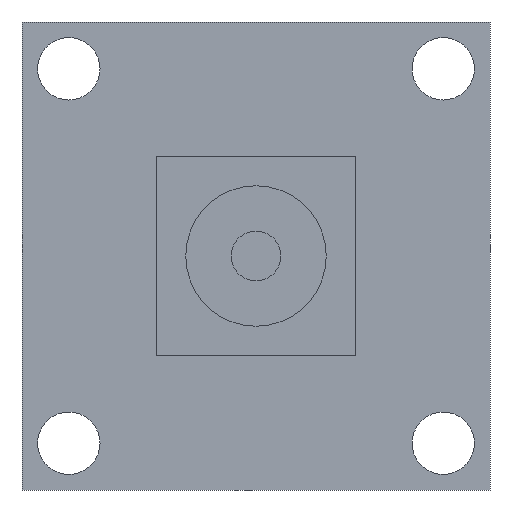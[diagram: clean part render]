
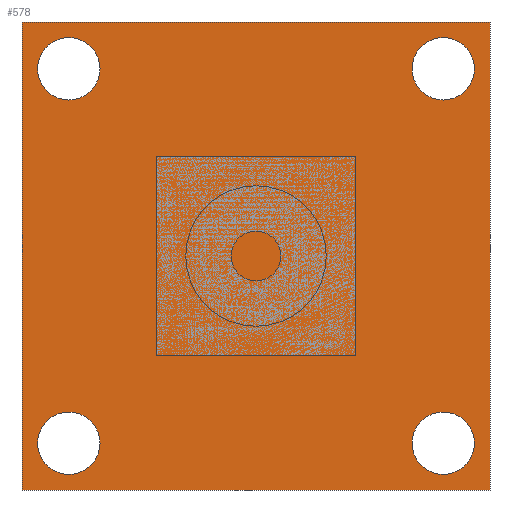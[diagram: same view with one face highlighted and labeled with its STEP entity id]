
A CAD part, front view. The second image highlights one B-rep face of the part: STEP entity #578.
In plain terms, the highlighted planar face has unit normal (0, -1, 0).
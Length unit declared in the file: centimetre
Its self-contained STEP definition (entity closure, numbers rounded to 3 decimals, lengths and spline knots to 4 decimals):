
#62=LINE('',#937,#102);
#65=LINE('',#942,#105);
#67=LINE('',#946,#107);
#68=LINE('',#948,#108);
#102=VECTOR('',#766,1.);
#105=VECTOR('',#771,1.);
#107=VECTOR('',#775,1.);
#108=VECTOR('',#778,1.);
#134=PLANE('',#641);
#151=FACE_BOUND('',#233,.T.);
#152=FACE_BOUND('',#234,.T.);
#153=FACE_BOUND('',#235,.T.);
#154=FACE_BOUND('',#236,.T.);
#185=FACE_OUTER_BOUND('',#232,.T.);
#232=EDGE_LOOP('',(#487,#488,#489,#490));
#233=EDGE_LOOP('',(#491));
#234=EDGE_LOOP('',(#492));
#235=EDGE_LOOP('',(#493));
#236=EDGE_LOOP('',(#494));
#269=CIRCLE('',#610,0.2);
#272=CIRCLE('',#616,0.2);
#275=CIRCLE('',#622,0.2);
#278=CIRCLE('',#628,0.2);
#297=VERTEX_POINT('',#882);
#300=VERTEX_POINT('',#893);
#303=VERTEX_POINT('',#904);
#306=VERTEX_POINT('',#915);
#311=VERTEX_POINT('',#934);
#312=VERTEX_POINT('',#936);
#313=VERTEX_POINT('',#940);
#314=VERTEX_POINT('',#944);
#347=EDGE_CURVE('',#297,#297,#269,.T.);
#352=EDGE_CURVE('',#300,#300,#272,.T.);
#357=EDGE_CURVE('',#303,#303,#275,.T.);
#362=EDGE_CURVE('',#306,#306,#278,.T.);
#372=EDGE_CURVE('',#311,#312,#62,.T.);
#375=EDGE_CURVE('',#313,#311,#65,.T.);
#377=EDGE_CURVE('',#314,#313,#67,.T.);
#378=EDGE_CURVE('',#312,#314,#68,.T.);
#487=ORIENTED_EDGE('',*,*,#372,.F.);
#488=ORIENTED_EDGE('',*,*,#375,.F.);
#489=ORIENTED_EDGE('',*,*,#377,.F.);
#490=ORIENTED_EDGE('',*,*,#378,.F.);
#491=ORIENTED_EDGE('',*,*,#352,.F.);
#492=ORIENTED_EDGE('',*,*,#347,.F.);
#493=ORIENTED_EDGE('',*,*,#357,.F.);
#494=ORIENTED_EDGE('',*,*,#362,.F.);
#578=ADVANCED_FACE('',(#185,#151,#152,#153,#154),#134,.F.);
#610=AXIS2_PLACEMENT_3D('',#883,#699,#700);
#616=AXIS2_PLACEMENT_3D('',#894,#713,#714);
#622=AXIS2_PLACEMENT_3D('',#905,#727,#728);
#628=AXIS2_PLACEMENT_3D('',#916,#741,#742);
#641=AXIS2_PLACEMENT_3D('',#949,#779,#780);
#699=DIRECTION('center_axis',(0.,-1.,0.));
#700=DIRECTION('ref_axis',(1.,0.,0.));
#713=DIRECTION('center_axis',(0.,-1.,0.));
#714=DIRECTION('ref_axis',(1.,0.,0.));
#727=DIRECTION('center_axis',(0.,-1.,0.));
#728=DIRECTION('ref_axis',(1.,0.,0.));
#741=DIRECTION('center_axis',(0.,-1.,0.));
#742=DIRECTION('ref_axis',(1.,0.,0.));
#766=DIRECTION('',(0.,0.,1.));
#771=DIRECTION('',(-1.,0.,0.));
#775=DIRECTION('',(0.,0.,-1.));
#778=DIRECTION('',(1.,0.,0.));
#779=DIRECTION('center_axis',(0.,1.,0.));
#780=DIRECTION('ref_axis',(1.,0.,0.));
#882=CARTESIAN_POINT('',(0.1,0.,-0.3));
#883=CARTESIAN_POINT('Origin',(0.3,0.,-0.3));
#893=CARTESIAN_POINT('',(2.5,0.,-0.3));
#894=CARTESIAN_POINT('Origin',(2.7,0.,-0.3));
#904=CARTESIAN_POINT('',(2.5,0.,-2.7));
#905=CARTESIAN_POINT('Origin',(2.7,0.,-2.7));
#915=CARTESIAN_POINT('',(0.1,0.,-2.7));
#916=CARTESIAN_POINT('Origin',(0.3,0.,-2.7));
#934=CARTESIAN_POINT('',(0.,0.,-3.));
#936=CARTESIAN_POINT('',(0.,0.,0.));
#937=CARTESIAN_POINT('',(0.,0.,-3.));
#940=CARTESIAN_POINT('',(3.,0.,-3.));
#942=CARTESIAN_POINT('',(3.,0.,-3.));
#944=CARTESIAN_POINT('',(3.,0.,0.));
#946=CARTESIAN_POINT('',(3.,0.,0.));
#948=CARTESIAN_POINT('',(0.,0.,0.));
#949=CARTESIAN_POINT('Origin',(1.5,0.,-1.5));
